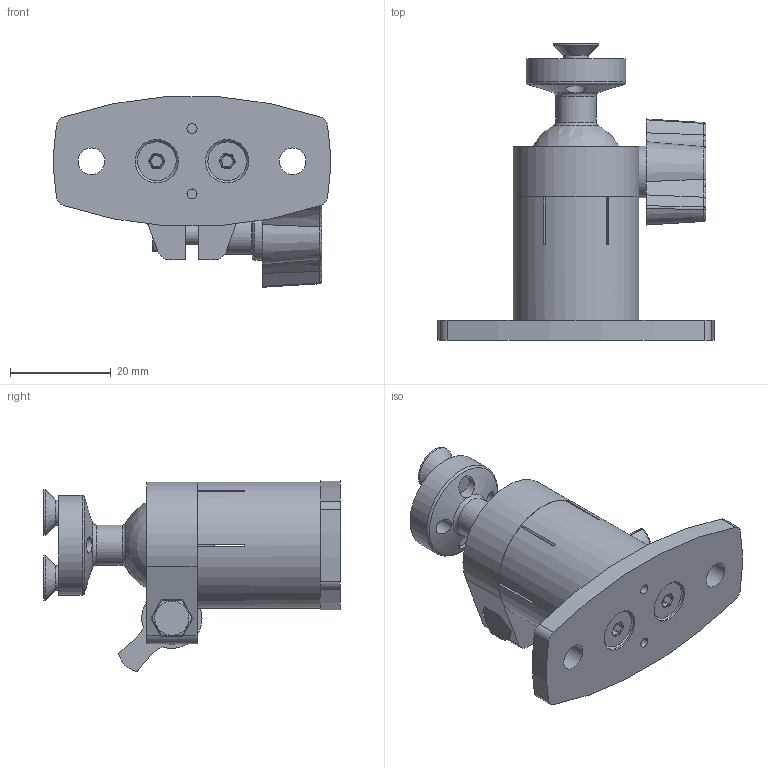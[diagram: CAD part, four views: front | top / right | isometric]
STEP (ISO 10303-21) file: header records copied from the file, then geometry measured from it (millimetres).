
FILE_DESCRIPTION(/* description */ (''),/* implementation_level */ '2;1');
FILE_NAME(/* name */ 'AY000143.stp',/* time_stamp */ '2016-09-29T13:56:55+02:00',/* author */ ('mitarbeiter'),/* organization */ (''),/* preprocessor_version */ 'ST-DEVELOPER v15.2',/* originating_system */ 'Autodesk Inventor 2014',/* authorisation */ '');
FILE_SCHEMA (('AUTOMOTIVE_DESIGN { 1 0 10303 214 3 1 1 }'));
Length unit declared in the file: millimetre
Products named in the file (3): Aufnahme; Kugelkopf; AY000143
Bounding box: 54.88 x 59 x 37.88 mm (x, y, z)
Volume: 20955.4 mm3; surface area: 17270.1 mm2
Topology: 13 solids, 13 shells, 405 faces, 1037 edges, 646 vertices
Faces by surface type: cylinder 147, plane 135, cone 51, torus 45, sphere 23, bspline 4
Full cylindrical faces by diameter (mm): 2 x2, 3.2 x2, 3.3 x2, 4 x4, 4.2 x5, 4.5 x2, 4.7 x2, 5 x2, 5.3 x2, 5.6 x1, 5.62 x1, 6.6 x2, 7.7 x2, 8 x2, 8.1 x1, 8.5 x1, 8.6 x2, 9.1 x2, 10.3 x1, 19.8 x1, 22 x1, 25 x1
Entity records: 12377 total; most frequent: CARTESIAN_POINT 3171, DIRECTION 1940, ORIENTED_EDGE 1824, EDGE_CURVE 912, AXIS2_PLACEMENT_3D 817, VERTEX_POINT 624, EDGE_LOOP 532, ADVANCED_FACE 405
